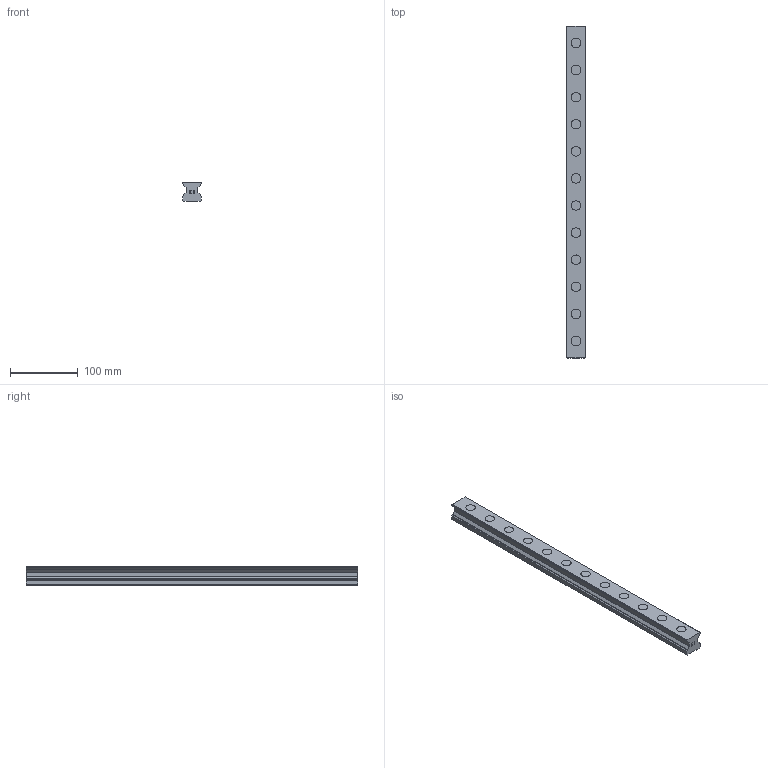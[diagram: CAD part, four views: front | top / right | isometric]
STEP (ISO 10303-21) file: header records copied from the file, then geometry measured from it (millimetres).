
FILE_DESCRIPTION(('STEP AP214'),'1');
FILE_NAME('cctmp_EF9990B1-1F74-4689-BFB2-38BEF4907867_2021_03_11_15_31_00_0917..stp','2021-03-11T14:31:01',('HIWIN GmbH'),('CADClick - www.CADClick.com'),'Spatial InterOp 3D',' ','unknown authorization');
FILE_SCHEMA(('AUTOMOTIVE_DESIGN'));
Length unit declared in the file: millimetre
Products named in the file (1): RGR30R490H_FILE
Bounding box: 28 x 490 x 28 mm (x, y, z)
Volume: 281863.3 mm3; surface area: 73471.7 mm2
Topology: 1 solids, 1 shells, 223 faces, 543 edges, 362 vertices
Faces by surface type: plane 133, cylinder 90
Entity records: 8385 total; most frequent: DIRECTION 1171, CARTESIAN_POINT 1129, ORIENTED_EDGE 1086, EDGE_CURVE 543, AXIS2_PLACEMENT_3D 404, LINE 363, VECTOR 363, VERTEX_POINT 362
